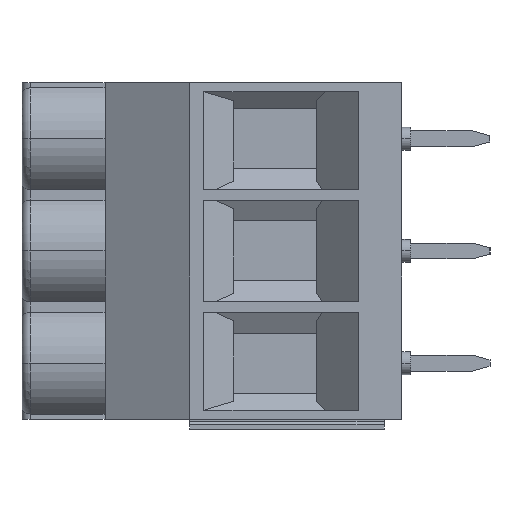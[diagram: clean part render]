
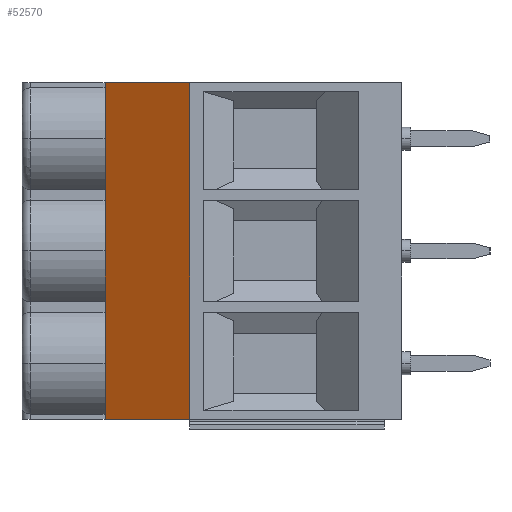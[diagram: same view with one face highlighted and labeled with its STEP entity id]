
A CAD part, left-side view. The second image highlights one B-rep face of the part: STEP entity #52570.
In plain terms, the highlighted planar face has unit normal (-0.866, 0.5, 0).
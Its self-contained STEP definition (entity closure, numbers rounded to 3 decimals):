
#7390=CARTESIAN_POINT('',(39.423,46.467,
   19.05));
#7400=VERTEX_POINT('',#7390);
#7430=CARTESIAN_POINT('',(39.423,46.467,
   0.));
#7440=DIRECTION('',(0.,0.,
   -1.));
#7450=VECTOR('',#7440,1.);
#7460=LINE('',#7430,#7450);
#7470=CARTESIAN_POINT('',(39.423,46.467,
   0.));
#7480=VERTEX_POINT('',#7470);
#7490=EDGE_CURVE('',#7400,#7480,#7460,.T.);
#9620=CARTESIAN_POINT('',(36.652,41.667,
   19.05));
#9630=VERTEX_POINT('',#9620);
#9680=CARTESIAN_POINT('',(12.596,0.,
   19.05));
#9690=DIRECTION('',(0.5,0.866,
   0.));
#9700=VECTOR('',#9690,1.);
#9710=LINE('',#9680,#9700);
#9720=EDGE_CURVE('',#9630,#7400,#9710,.T.);
#24150=CARTESIAN_POINT('',(39.702,46.95
   ,0.));
#24160=DIRECTION('',(-0.5,-0.866,
   0.));
#24170=VECTOR('',#24160,1.);
#24180=LINE('',#24150,#24170);
#24190=CARTESIAN_POINT('',(36.652,41.667
   ,0.));
#24200=VERTEX_POINT('',#24190);
#24210=EDGE_CURVE('',#7480,#24200,#24180,.T.);
#40510=CARTESIAN_POINT('',(36.652,41.667
   ,19.05));
#40520=DIRECTION('',(0.,0.,
   -1.));
#40530=VECTOR('',#40520,1.);
#40540=LINE('',#40510,#40530);
#40550=EDGE_CURVE('',#9630,#24200,#40540,.T.);
#52460=CARTESIAN_POINT('',(36.652,41.667
   ,12.7));
#52470=DIRECTION('',(-0.866,0.5,
   0.));
#52480=DIRECTION('',(0.5,0.866,
   0.));
#52490=AXIS2_PLACEMENT_3D('',#52460,#52470,#52480);
#52500=PLANE('',#52490);
#52510=ORIENTED_EDGE('',*,*,#24210,.T.);
#52520=ORIENTED_EDGE('',*,*,#7490,.T.);
#52530=ORIENTED_EDGE('',*,*,#9720,.T.);
#52540=ORIENTED_EDGE('',*,*,#40550,.F.);
#52550=EDGE_LOOP('',(#52540,#52530,#52520,#52510));
#52560=FACE_OUTER_BOUND('',#52550,.T.);
#52570=ADVANCED_FACE('',(#52560),#52500,.T.);
